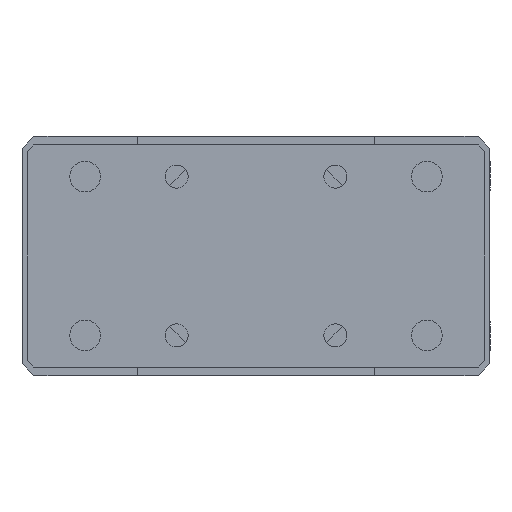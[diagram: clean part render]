
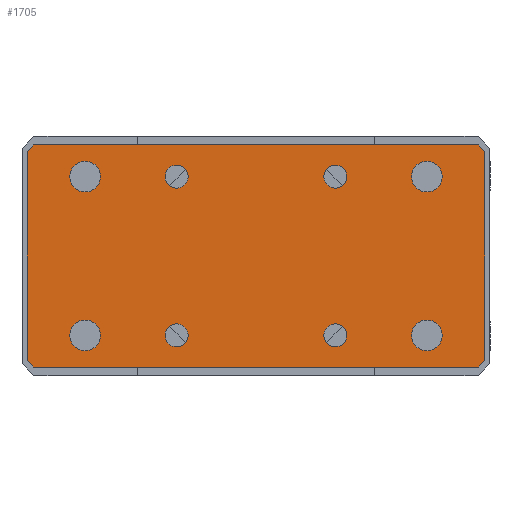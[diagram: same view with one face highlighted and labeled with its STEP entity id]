
A CAD part, front view. The second image highlights one B-rep face of the part: STEP entity #1705.
In plain terms, the highlighted face is planar.
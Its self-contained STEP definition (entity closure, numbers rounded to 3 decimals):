
#162=CIRCLE('',#1912,3.375);
#163=CIRCLE('',#1913,3.375);
#164=CIRCLE('',#1914,3.375);
#165=CIRCLE('',#1915,3.375);
#166=CIRCLE('',#1916,4.5);
#167=CIRCLE('',#1917,4.5);
#168=CIRCLE('',#1918,4.5);
#169=CIRCLE('',#1919,4.5);
#427=ORIENTED_EDGE('',*,*,#707,.T.);
#428=ORIENTED_EDGE('',*,*,#708,.T.);
#429=ORIENTED_EDGE('',*,*,#709,.T.);
#430=ORIENTED_EDGE('',*,*,#710,.T.);
#431=ORIENTED_EDGE('',*,*,#711,.T.);
#432=ORIENTED_EDGE('',*,*,#712,.T.);
#433=ORIENTED_EDGE('',*,*,#713,.T.);
#434=ORIENTED_EDGE('',*,*,#714,.T.);
#435=ORIENTED_EDGE('',*,*,#715,.T.);
#436=ORIENTED_EDGE('',*,*,#716,.T.);
#437=ORIENTED_EDGE('',*,*,#717,.T.);
#438=ORIENTED_EDGE('',*,*,#718,.T.);
#439=ORIENTED_EDGE('',*,*,#719,.T.);
#440=ORIENTED_EDGE('',*,*,#720,.T.);
#441=ORIENTED_EDGE('',*,*,#721,.T.);
#442=ORIENTED_EDGE('',*,*,#722,.T.);
#707=EDGE_CURVE('',#892,#892,#162,.T.);
#708=EDGE_CURVE('',#893,#893,#163,.T.);
#709=EDGE_CURVE('',#894,#894,#164,.T.);
#710=EDGE_CURVE('',#895,#895,#165,.T.);
#711=EDGE_CURVE('',#896,#896,#166,.T.);
#712=EDGE_CURVE('',#897,#897,#167,.T.);
#713=EDGE_CURVE('',#898,#898,#168,.T.);
#714=EDGE_CURVE('',#899,#899,#169,.T.);
#715=EDGE_CURVE('',#900,#901,#1006,.T.);
#716=EDGE_CURVE('',#901,#902,#1007,.T.);
#717=EDGE_CURVE('',#902,#903,#1008,.T.);
#718=EDGE_CURVE('',#903,#904,#1009,.T.);
#719=EDGE_CURVE('',#904,#905,#1010,.T.);
#720=EDGE_CURVE('',#905,#906,#1011,.T.);
#721=EDGE_CURVE('',#906,#907,#1012,.T.);
#722=EDGE_CURVE('',#907,#900,#1013,.T.);
#892=VERTEX_POINT('',#2846);
#893=VERTEX_POINT('',#2848);
#894=VERTEX_POINT('',#2850);
#895=VERTEX_POINT('',#2852);
#896=VERTEX_POINT('',#2854);
#897=VERTEX_POINT('',#2856);
#898=VERTEX_POINT('',#2858);
#899=VERTEX_POINT('',#2860);
#900=VERTEX_POINT('',#2862);
#901=VERTEX_POINT('',#2863);
#902=VERTEX_POINT('',#2865);
#903=VERTEX_POINT('',#2867);
#904=VERTEX_POINT('',#2869);
#905=VERTEX_POINT('',#2871);
#906=VERTEX_POINT('',#2873);
#907=VERTEX_POINT('',#2875);
#1006=LINE('',#2861,#1088);
#1007=LINE('',#2864,#1089);
#1008=LINE('',#2866,#1090);
#1009=LINE('',#2868,#1091);
#1010=LINE('',#2870,#1092);
#1011=LINE('',#2872,#1093);
#1012=LINE('',#2874,#1094);
#1013=LINE('',#2876,#1095);
#1088=VECTOR('',#2345,1000.);
#1089=VECTOR('',#2346,1000.);
#1090=VECTOR('',#2347,1000.);
#1091=VECTOR('',#2348,1000.);
#1092=VECTOR('',#2349,1000.);
#1093=VECTOR('',#2350,1000.);
#1094=VECTOR('',#2351,1000.);
#1095=VECTOR('',#2352,1000.);
#1256=EDGE_LOOP('',(#427));
#1257=EDGE_LOOP('',(#428));
#1258=EDGE_LOOP('',(#429));
#1259=EDGE_LOOP('',(#430));
#1260=EDGE_LOOP('',(#431));
#1261=EDGE_LOOP('',(#432));
#1262=EDGE_LOOP('',(#433));
#1263=EDGE_LOOP('',(#434));
#1264=EDGE_LOOP('',(#435,#436,#437,#438,#439,#440,#441,#442));
#1486=FACE_BOUND('',#1256,.T.);
#1487=FACE_BOUND('',#1257,.T.);
#1488=FACE_BOUND('',#1258,.T.);
#1489=FACE_BOUND('',#1259,.T.);
#1490=FACE_BOUND('',#1260,.T.);
#1491=FACE_BOUND('',#1261,.T.);
#1492=FACE_BOUND('',#1262,.T.);
#1493=FACE_BOUND('',#1263,.T.);
#1494=FACE_BOUND('',#1264,.T.);
#1605=PLANE('',#1911);
#1705=ADVANCED_FACE('',(#1486,#1487,#1488,#1489,#1490,#1491,#1492,#1493,
#1494),#1605,.F.);
#1911=AXIS2_PLACEMENT_3D('',#2844,#2327,#2328);
#1912=AXIS2_PLACEMENT_3D('',#2845,#2329,#2330);
#1913=AXIS2_PLACEMENT_3D('',#2847,#2331,#2332);
#1914=AXIS2_PLACEMENT_3D('',#2849,#2333,#2334);
#1915=AXIS2_PLACEMENT_3D('',#2851,#2335,#2336);
#1916=AXIS2_PLACEMENT_3D('',#2853,#2337,#2338);
#1917=AXIS2_PLACEMENT_3D('',#2855,#2339,#2340);
#1918=AXIS2_PLACEMENT_3D('',#2857,#2341,#2342);
#1919=AXIS2_PLACEMENT_3D('',#2859,#2343,#2344);
#2327=DIRECTION('',(0.,0.,1.));
#2328=DIRECTION('',(1.,0.,0.));
#2329=DIRECTION('',(0.,0.,1.));
#2330=DIRECTION('',(-1.,0.,0.));
#2331=DIRECTION('',(0.,0.,1.));
#2332=DIRECTION('',(-1.,0.,0.));
#2333=DIRECTION('',(0.,0.,1.));
#2334=DIRECTION('',(-1.,0.,0.));
#2335=DIRECTION('',(0.,0.,1.));
#2336=DIRECTION('',(-1.,0.,0.));
#2337=DIRECTION('',(0.,0.,1.));
#2338=DIRECTION('',(1.,0.,0.));
#2339=DIRECTION('',(0.,0.,1.));
#2340=DIRECTION('',(1.,0.,0.));
#2341=DIRECTION('',(0.,0.,1.));
#2342=DIRECTION('',(1.,0.,0.));
#2343=DIRECTION('',(0.,0.,1.));
#2344=DIRECTION('',(1.,0.,0.));
#2345=DIRECTION('',(0.707,0.707,0.));
#2346=DIRECTION('',(1.,0.,0.));
#2347=DIRECTION('',(0.707,-0.707,0.));
#2348=DIRECTION('',(0.,-1.,0.));
#2349=DIRECTION('',(-0.707,-0.707,0.));
#2350=DIRECTION('',(-1.,0.,0.));
#2351=DIRECTION('',(-0.707,0.707,0.));
#2352=DIRECTION('',(0.,1.,0.));
#2844=CARTESIAN_POINT('',(0.,0.,0.));
#2845=CARTESIAN_POINT('',(-23.25,23.25,0.));
#2846=CARTESIAN_POINT('',(-26.625,23.25,0.));
#2847=CARTESIAN_POINT('',(-23.25,-23.25,0.));
#2848=CARTESIAN_POINT('',(-26.625,-23.25,0.));
#2849=CARTESIAN_POINT('',(23.25,-23.25,0.));
#2850=CARTESIAN_POINT('',(19.875,-23.25,0.));
#2851=CARTESIAN_POINT('',(23.25,23.25,0.));
#2852=CARTESIAN_POINT('',(19.875,23.25,0.));
#2853=CARTESIAN_POINT('',(50.,23.25,0.));
#2854=CARTESIAN_POINT('',(54.5,23.25,0.));
#2855=CARTESIAN_POINT('',(-50.,-23.25,0.));
#2856=CARTESIAN_POINT('',(-45.5,-23.25,0.));
#2857=CARTESIAN_POINT('',(-50.,23.25,0.));
#2858=CARTESIAN_POINT('',(-45.5,23.25,0.));
#2859=CARTESIAN_POINT('',(50.,-23.25,0.));
#2860=CARTESIAN_POINT('',(54.5,-23.25,0.));
#2861=CARTESIAN_POINT('',(-67.,30.5,0.));
#2862=CARTESIAN_POINT('',(-67.,30.5,0.));
#2863=CARTESIAN_POINT('',(-65.,32.5,0.));
#2864=CARTESIAN_POINT('',(-65.,32.5,0.));
#2865=CARTESIAN_POINT('',(65.,32.5,0.));
#2866=CARTESIAN_POINT('',(65.,32.5,0.));
#2867=CARTESIAN_POINT('',(67.,30.5,0.));
#2868=CARTESIAN_POINT('',(67.,30.5,0.));
#2869=CARTESIAN_POINT('',(67.,-30.5,0.));
#2870=CARTESIAN_POINT('',(67.,-30.5,0.));
#2871=CARTESIAN_POINT('',(65.,-32.5,0.));
#2872=CARTESIAN_POINT('',(65.,-32.5,0.));
#2873=CARTESIAN_POINT('',(-65.,-32.5,0.));
#2874=CARTESIAN_POINT('',(-65.,-32.5,0.));
#2875=CARTESIAN_POINT('',(-67.,-30.5,0.));
#2876=CARTESIAN_POINT('',(-67.,-30.5,0.));
